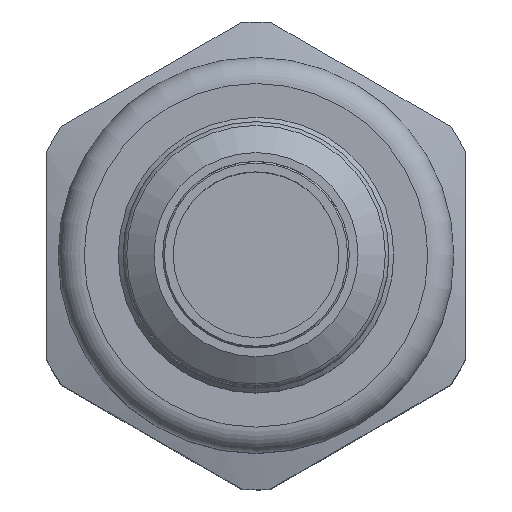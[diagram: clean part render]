
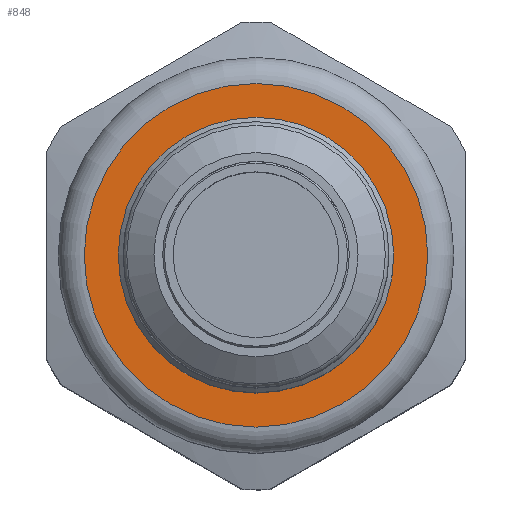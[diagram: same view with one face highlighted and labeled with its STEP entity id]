
A CAD part, top view. The second image highlights one B-rep face of the part: STEP entity #848.
In plain terms, the highlighted planar face has unit normal (0, 0, 1).
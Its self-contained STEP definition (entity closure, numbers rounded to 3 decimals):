
#150=FACE_BOUND('',#237,.T.);
#176=FACE_OUTER_BOUND('',#236,.T.);
#236=EDGE_LOOP('',(#602));
#237=EDGE_LOOP('',(#603));
#296=CIRCLE('',#950,7.9);
#300=CIRCLE('',#956,9.85);
#358=VERTEX_POINT('',#1380);
#362=VERTEX_POINT('',#1392);
#445=EDGE_CURVE('',#358,#358,#296,.T.);
#450=EDGE_CURVE('',#362,#362,#300,.T.);
#602=ORIENTED_EDGE('',*,*,#450,.F.);
#603=ORIENTED_EDGE('',*,*,#445,.T.);
#763=PLANE('',#955);
#848=ADVANCED_FACE('',(#176,#150),#763,.F.);
#950=AXIS2_PLACEMENT_3D('',#1382,#1131,#1132);
#955=AXIS2_PLACEMENT_3D('',#1391,#1142,#1143);
#956=AXIS2_PLACEMENT_3D('',#1393,#1144,#1145);
#1131=DIRECTION('center_axis',(0.,0.,-1.));
#1132=DIRECTION('ref_axis',(1.,0.,0.));
#1142=DIRECTION('center_axis',(0.,0.,-1.));
#1143=DIRECTION('ref_axis',(-1.,0.,0.));
#1144=DIRECTION('center_axis',(0.,0.,-1.));
#1145=DIRECTION('ref_axis',(0.,-1.,0.));
#1380=CARTESIAN_POINT('',(0.,-7.9,10.2));
#1382=CARTESIAN_POINT('Origin',(0.,0.,10.2));
#1391=CARTESIAN_POINT('Origin',(0.,7.9,10.2));
#1392=CARTESIAN_POINT('',(9.85,0.,10.2));
#1393=CARTESIAN_POINT('Origin',(0.,0.,10.2));
